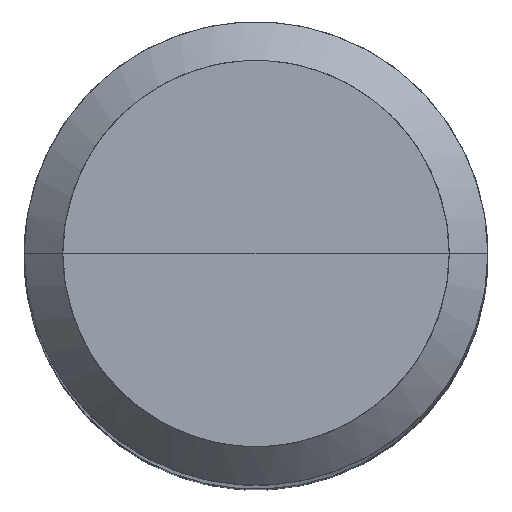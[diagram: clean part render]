
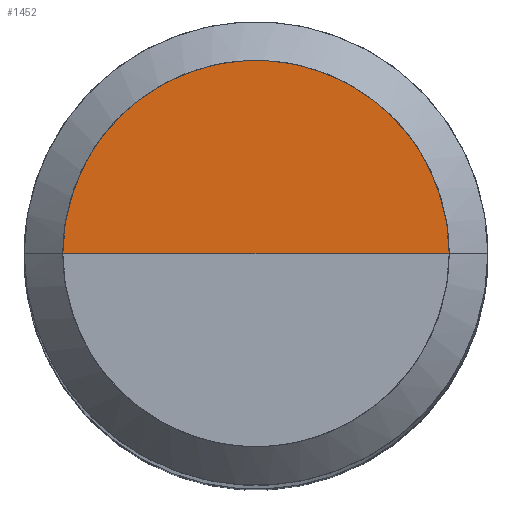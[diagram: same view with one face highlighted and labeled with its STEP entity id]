
A CAD part, top view. The second image highlights one B-rep face of the part: STEP entity #1452.
In plain terms, the highlighted free-form (B-spline) face has degree [1, 2] with [2, 5] control points.
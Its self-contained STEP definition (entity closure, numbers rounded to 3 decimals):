
#1121=CARTESIAN_POINT('',(5.0,0.0,48.0));
#1122=CARTESIAN_POINT('',(5.0,5.0,48.0));
#1123=CARTESIAN_POINT('',(0.0,5.0,48.0));
#1124=CARTESIAN_POINT('',(-5.0,5.0,48.0));
#1125=CARTESIAN_POINT('',(-5.0,0.0,48.0));
#1126=CARTESIAN_POINT('',(0.0,0.0,48.0));
#1437=(
BOUNDED_SURFACE()
B_SPLINE_SURFACE(1,2,(
(#1121,#1122,#1123,#1124,#1125),
(#1126,#1126,#1126,#1126,#1126)
), .UNSPECIFIED.,.F.,.F.,.F.)
B_SPLINE_SURFACE_WITH_KNOTS((2,2),(3,2,3),(
0.0,1.0),(
0.0,0.5,1.0), .UNSPECIFIED.)
GEOMETRIC_REPRESENTATION_ITEM()
RATIONAL_B_SPLINE_SURFACE(((1.0,0.707,1.0,0.707,1.0),
(1.0,0.707,1.0,0.707,1.0)
))
REPRESENTATION_ITEM('')
SURFACE()
);
#1438=(
BOUNDED_CURVE()
B_SPLINE_CURVE(2,(#1125,#1124,#1123,#1122,#1121),.UNSPECIFIED.,.F.,.F.)
B_SPLINE_CURVE_WITH_KNOTS((3,2,3),
(0.0,0.5,1.0),.UNSPECIFIED.)
CURVE()
GEOMETRIC_REPRESENTATION_ITEM()
RATIONAL_B_SPLINE_CURVE((1.0,0.707,1.0,0.707,1.0))
REPRESENTATION_ITEM('')
);
#1439=(
BOUNDED_CURVE()
B_SPLINE_CURVE(1,(#1121,#1126),.UNSPECIFIED.,.F.,.F.)
B_SPLINE_CURVE_WITH_KNOTS((2,2),
(0.0,1.0),.UNSPECIFIED.)
CURVE()
GEOMETRIC_REPRESENTATION_ITEM()
RATIONAL_B_SPLINE_CURVE((1.0,1.0))
REPRESENTATION_ITEM('')
);
#1440=(
BOUNDED_CURVE()
B_SPLINE_CURVE(1,(#1126,#1125),.UNSPECIFIED.,.F.,.F.)
B_SPLINE_CURVE_WITH_KNOTS((2,2),
(0.0,1.0),.UNSPECIFIED.)
CURVE()
GEOMETRIC_REPRESENTATION_ITEM()
RATIONAL_B_SPLINE_CURVE((1.0,1.0))
REPRESENTATION_ITEM('')
);
#1441=VERTEX_POINT('',#1121);
#1442=VERTEX_POINT('',#1125);
#1443=VERTEX_POINT('',#1126);
#1444=EDGE_CURVE('',#1442,#1441,#1438,.T.);
#1445=EDGE_CURVE('',#1441,#1443,#1439,.T.);
#1446=EDGE_CURVE('',#1443,#1442,#1440,.T.);
#1447=ORIENTED_EDGE('',*,*,#1444,.T.);
#1448=ORIENTED_EDGE('',*,*,#1445,.T.);
#1449=ORIENTED_EDGE('',*,*,#1446,.T.);
#1450=EDGE_LOOP('',(#1447,#1448,#1449));
#1451=FACE_OUTER_BOUND('',#1450,.T.);
#1452=ADVANCED_FACE('',(#1451),#1437,.T.);
